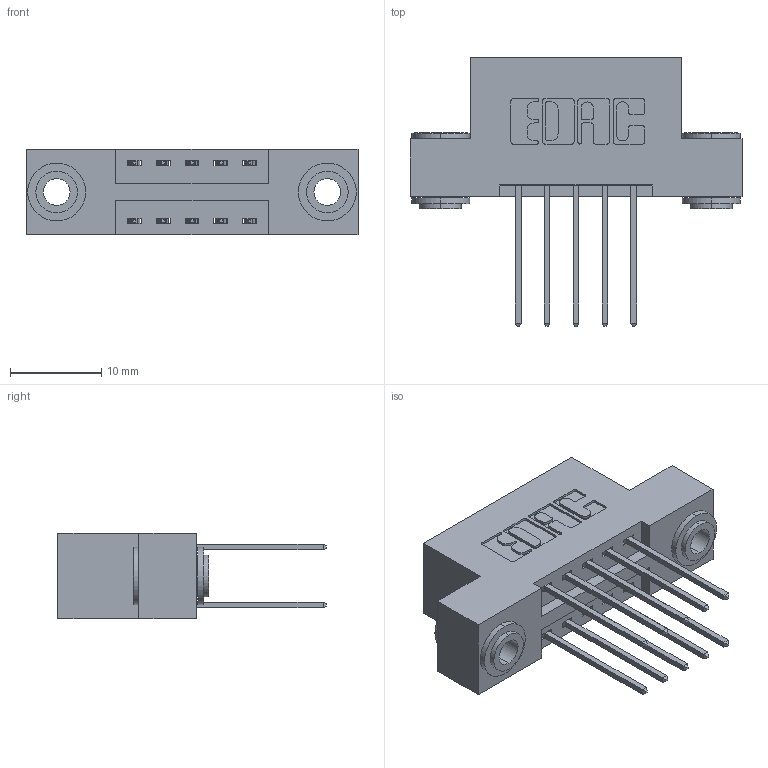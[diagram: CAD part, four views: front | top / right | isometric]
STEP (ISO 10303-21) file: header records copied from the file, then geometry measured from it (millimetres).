
FILE_DESCRIPTION (( 'STEP AP203' ), '1' );
FILE_NAME ('346-010-540-203.STEP', '2022-05-17T17:21:56', ( '' ), ( '' ), 'SwSTEP 2.0', 'SolidWorks 2020', '' );
FILE_SCHEMA (( 'CONFIG_CONTROL_DESIGN' ));
Length unit declared in the file: inch
Products named in the file (4): 345-250-002_345-250-002-102; 346-010-540-203; 345-292-001_345-293-140; 346 Part_Flush Mounting Lugs - 0.156 Dia-TH
Assembly tree (13 placements, depth 2):
  346-010-540-203
    346 Part_Flush Mounting Lugs - 0.156 Dia-TH
    345-292-001_345-293-140  x10
    345-250-002_345-250-002-102  x2
Bounding box: 36.45 x 29.46 x 9.4 mm (x, y, z)
Volume: 3306.1 mm3; surface area: 4390.9 mm2
Topology: 13 solids, 13 shells, 694 faces, 1991 edges, 1310 vertices
Faces by surface type: plane 450, cylinder 236, cone 8
Entity records: 9328 total; most frequent: CARTESIAN_POINT 1569, ORIENTED_EDGE 1494, DIRECTION 1465, EDGE_CURVE 747, VECTOR 571, LINE 571, VERTEX_POINT 494, AXIS2_PLACEMENT_3D 447
